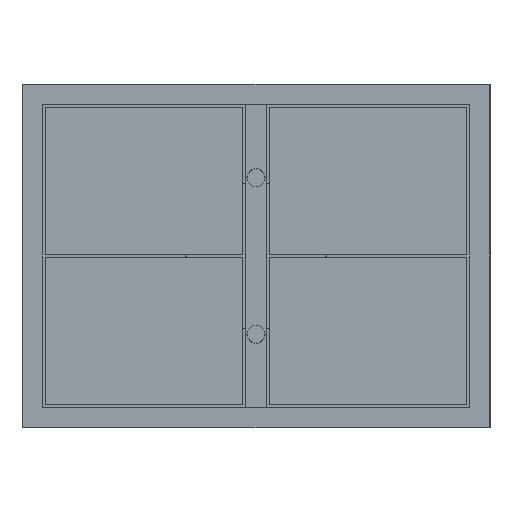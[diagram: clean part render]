
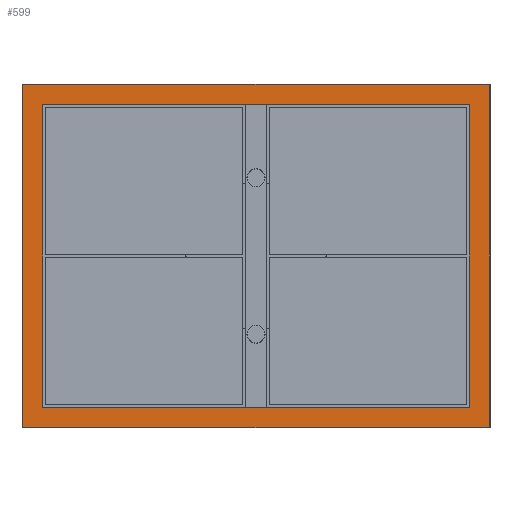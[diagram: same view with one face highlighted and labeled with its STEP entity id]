
A CAD part, front view. The second image highlights one B-rep face of the part: STEP entity #599.
In plain terms, the highlighted planar face has unit normal (0, -1, 0).
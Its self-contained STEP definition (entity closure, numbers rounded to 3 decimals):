
#105=DIRECTION('',(1.,0.,0.));
#106=VECTOR('',#105,818.);
#107=CARTESIAN_POINT('',(-409.,0.,-290.));
#108=LINE('',#107,#106);
#109=DIRECTION('',(0.,0.,1.));
#110=VECTOR('',#109,580.);
#111=CARTESIAN_POINT('',(409.,0.,-290.));
#112=LINE('',#111,#110);
#113=DIRECTION('',(-1.,0.,0.));
#114=VECTOR('',#113,818.);
#115=CARTESIAN_POINT('',(409.,0.,290.));
#116=LINE('',#115,#114);
#117=DIRECTION('',(0.,0.,-1.));
#118=VECTOR('',#117,580.);
#119=CARTESIAN_POINT('',(-409.,0.,290.));
#120=LINE('',#119,#118);
#121=DIRECTION('',(1.,0.,0.));
#122=VECTOR('',#121,898.);
#123=CARTESIAN_POINT('',(-449.,0.,-330.));
#124=LINE('',#123,#122);
#125=DIRECTION('',(0.,0.,-1.));
#126=VECTOR('',#125,660.);
#127=CARTESIAN_POINT('',(-449.,0.,330.));
#128=LINE('',#127,#126);
#129=DIRECTION('',(1.,0.,0.));
#130=VECTOR('',#129,898.);
#131=CARTESIAN_POINT('',(-449.,0.,330.));
#132=LINE('',#131,#130);
#133=DIRECTION('',(0.,0.,-1.));
#134=VECTOR('',#133,660.);
#135=CARTESIAN_POINT('',(449.,0.,330.));
#136=LINE('',#135,#134);
#337=CARTESIAN_POINT('',(-409.,0.,-290.));
#338=CARTESIAN_POINT('',(409.,0.,-290.));
#339=VERTEX_POINT('',#337);
#340=VERTEX_POINT('',#338);
#341=CARTESIAN_POINT('',(409.,0.,290.));
#342=VERTEX_POINT('',#341);
#343=CARTESIAN_POINT('',(-409.,0.,290.));
#344=VERTEX_POINT('',#343);
#345=CARTESIAN_POINT('',(-449.,0.,-330.));
#346=CARTESIAN_POINT('',(449.,0.,-330.));
#347=VERTEX_POINT('',#345);
#348=VERTEX_POINT('',#346);
#349=CARTESIAN_POINT('',(-449.,0.,330.));
#350=VERTEX_POINT('',#349);
#351=CARTESIAN_POINT('',(449.,0.,330.));
#352=VERTEX_POINT('',#351);
#578=CARTESIAN_POINT('',(0.,0.,0.));
#579=DIRECTION('',(0.,1.,0.));
#580=DIRECTION('',(1.,0.,0.));
#581=AXIS2_PLACEMENT_3D('',#578,#579,#580);
#582=PLANE('',#581);
#583=ORIENTED_EDGE('',*,*,#530,.F.);
#584=ORIENTED_EDGE('',*,*,#545,.F.);
#585=ORIENTED_EDGE('',*,*,#559,.T.);
#586=ORIENTED_EDGE('',*,*,#572,.T.);
#587=EDGE_LOOP('',(#583,#584,#585,#586));
#588=FACE_OUTER_BOUND('',#587,.F.);
#590=ORIENTED_EDGE('',*,*,#589,.T.);
#592=ORIENTED_EDGE('',*,*,#591,.T.);
#594=ORIENTED_EDGE('',*,*,#593,.T.);
#596=ORIENTED_EDGE('',*,*,#595,.T.);
#597=EDGE_LOOP('',(#590,#592,#594,#596));
#598=FACE_BOUND('',#597,.F.);
#599=ADVANCED_FACE('',(#588,#598),#582,.F.);
#530=EDGE_CURVE('',#347,#348,#124,.T.);
#545=EDGE_CURVE('',#350,#347,#128,.T.);
#559=EDGE_CURVE('',#350,#352,#132,.T.);
#572=EDGE_CURVE('',#352,#348,#136,.T.);
#589=EDGE_CURVE('',#339,#340,#108,.T.);
#591=EDGE_CURVE('',#340,#342,#112,.T.);
#593=EDGE_CURVE('',#342,#344,#116,.T.);
#595=EDGE_CURVE('',#344,#339,#120,.T.);
